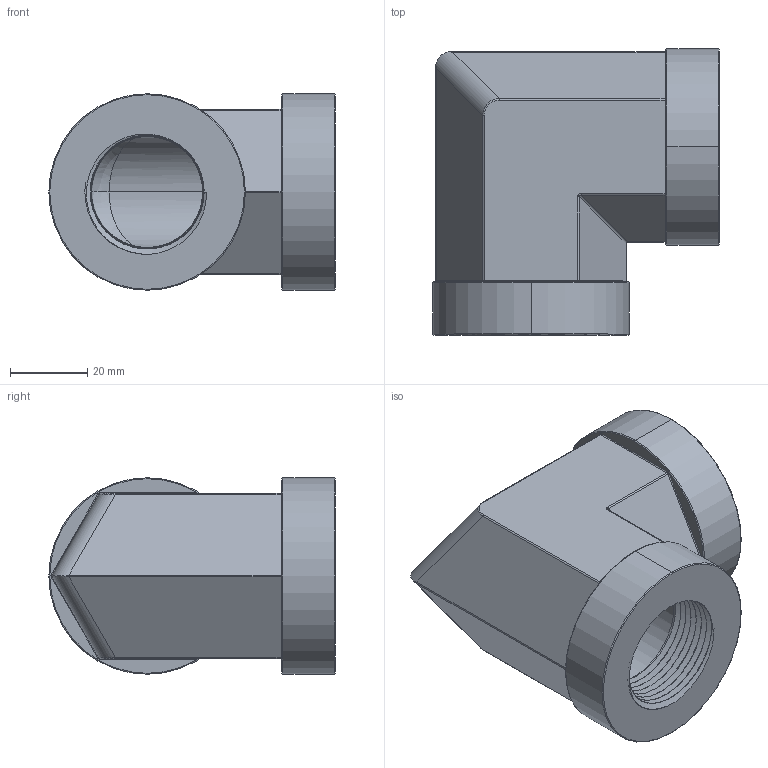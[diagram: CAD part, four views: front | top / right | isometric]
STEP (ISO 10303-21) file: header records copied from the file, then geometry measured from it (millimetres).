
FILE_DESCRIPTION((''),'2;1');
FILE_NAME('001_H-SLA_MASTER','2025-07-07T15:33:27',('Administrator'),(''),'CREO PARAMETRIC BY PTC INC, 2020184','CREO PARAMETRIC BY PTC INC, 2020184','');
FILE_SCHEMA(('AUTOMOTIVE_DESIGN { 1 0 10303 214 1 1 1 1 }'));
Length unit declared in the file: millimetre
Products named in the file (1): 001_H-SLA_MASTER
Bounding box: 74.3 x 74.3 x 51 mm (x, y, z)
Volume: 98894.5 mm3; surface area: 29470.8 mm2
Topology: 1 solids, 1 shells, 127 faces, 324 edges, 211 vertices
Faces by surface type: cylinder 38, cone 28, bspline 21, plane 20, torus 20
Entity records: 16913 total; most frequent: CARTESIAN_POINT 12914, ORIENTED_EDGE 630, DIRECTION 531, PRESENTATION_STYLE_ASSIGNMENT 326, STYLED_ITEM 326, CURVE_STYLE 325, EDGE_CURVE 315, AXIS2_PLACEMENT_3D 203
